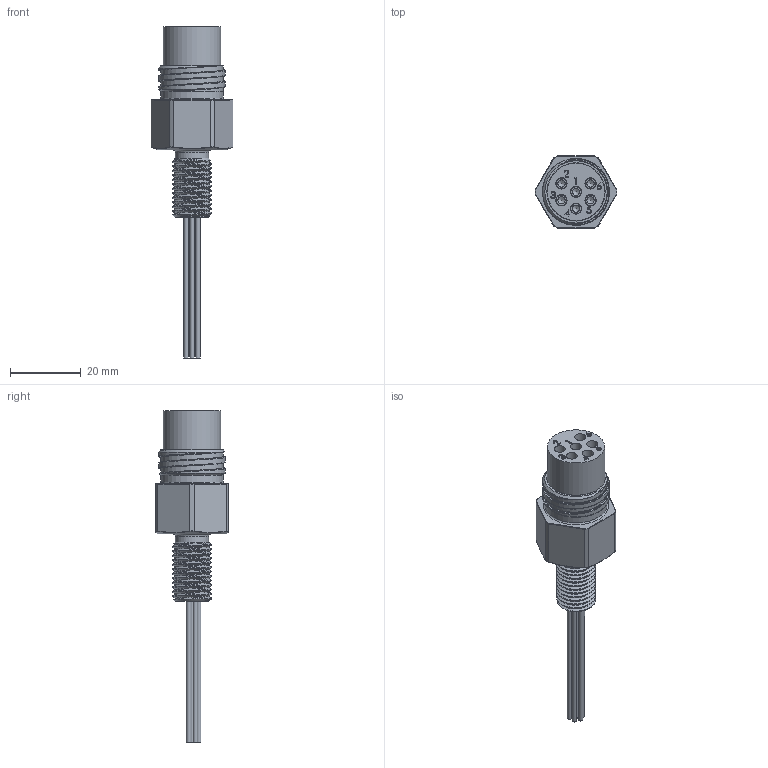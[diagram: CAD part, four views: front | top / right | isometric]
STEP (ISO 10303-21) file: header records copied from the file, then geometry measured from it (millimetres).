
FILE_DESCRIPTION(/* description */ (''),/* implementation_level */ '2;1');
FILE_NAME(/* name */ 'MCBH6F-WB.stp',/* time_stamp */ '2014-12-16T14:43:50+01:00',/* author */ ('sh'),/* organization */ (''),/* preprocessor_version */ 'ST-DEVELOPER v15.2',/* originating_system */ 'Autodesk Inventor 2014',/* authorisation */ '');
FILE_SCHEMA (('AUTOMOTIVE_DESIGN { 1 0 10303 214 3 1 1 }'));
Length unit declared in the file: inch
Products named in the file (1): MCBH6F-WB
Bounding box: 23.11 x 20.62 x 94.06 mm (x, y, z)
Volume: 11064.3 mm3; surface area: 14100.4 mm2
Topology: 23 solids, 23 shells, 644 faces, 1585 edges, 1030 vertices
Faces by surface type: plane 229, cylinder 152, torus 151, cone 59, bspline 53
Full cylindrical faces by diameter (mm): 1.27 x32, 1.372 x6, 1.448 x6, 2.052 x6, 2.057 x18, 2.723 x6, 2.743 x6, 2.812 x6, 3.175 x30, 3.2 x6, 6.731 x2, 9.449 x1, 12.725 x1, 13.462 x2, 14.351 x2, 15.875 x1, 15.926 x2, 16.256 x2, 17.247 x1, 17.628 x1, 18.415 x1
Entity records: 29096 total; most frequent: CARTESIAN_POINT 15496, DIRECTION 2797, ORIENTED_EDGE 2434, EDGE_CURVE 1217, AXIS2_PLACEMENT_3D 1216, EDGE_LOOP 1021, VERTEX_POINT 950, FACE_OUTER_BOUND 643
